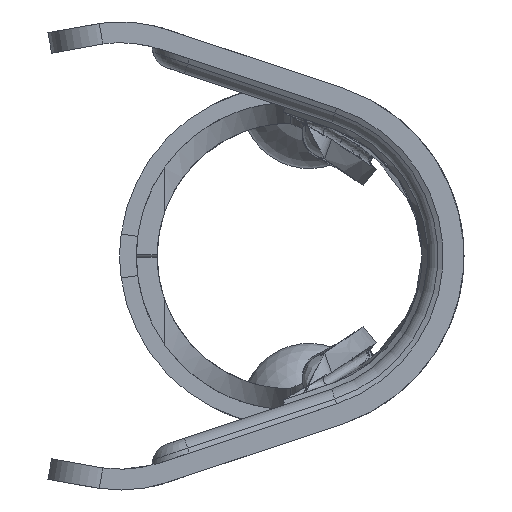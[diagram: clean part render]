
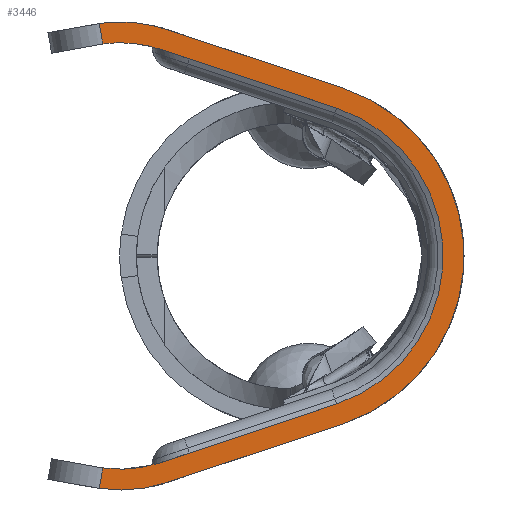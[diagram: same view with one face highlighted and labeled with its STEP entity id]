
A CAD part, left-side view. The second image highlights one B-rep face of the part: STEP entity #3446.
In plain terms, the highlighted planar face has unit normal (-1, 0, 0).
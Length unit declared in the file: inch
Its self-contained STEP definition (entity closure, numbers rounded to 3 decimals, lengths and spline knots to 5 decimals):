
#286 = CARTESIAN_POINT ( 'NONE',  ( -2.035, 0.17974, 0.20375 ) ) ;
#372 = CARTESIAN_POINT ( 'NONE',  ( -2.035, 0.1625, 0.085 ) ) ;
#384 = ORIENTED_EDGE ( 'NONE', *, *, #8443, .F. ) ;
#399 = LINE ( 'NONE', #5648, #2997 ) ;
#529 = PLANE ( 'NONE',  #7408 ) ;
#584 = VERTEX_POINT ( 'NONE', #2187 ) ;
#648 = LINE ( 'NONE', #5884, #1094 ) ;
#688 = AXIS2_PLACEMENT_3D ( 'NONE', #12942, #1020, #6276 ) ;
#1004 = ORIENTED_EDGE ( 'NONE', *, *, #8979, .F. ) ;
#1020 = DIRECTION ( 'NONE',  ( -1., 0., 0. ) ) ;
#1094 = VECTOR ( 'NONE', #11256, 39.37008 ) ;
#1097 = AXIS2_PLACEMENT_3D ( 'NONE', #16829, #4824, #10188 ) ;
#1425 = EDGE_LOOP ( 'NONE', ( #9498, #2869, #10827, #4149, #384, #1761, #6172, #2208, #10215, #16852, #15640, #1004, #3722, #14311 ) ) ;
#1558 = CIRCLE ( 'NONE', #10741, 0.12 ) ;
#1583 = CIRCLE ( 'NONE', #10192, 0.15 ) ;
#1714 = DIRECTION ( 'NONE',  ( 0., 0.949, 0.316 ) ) ;
#1761 = ORIENTED_EDGE ( 'NONE', *, *, #16019, .F. ) ;
#2014 = CARTESIAN_POINT ( 'NONE',  ( -2.035, 0.18327, 0.22345 ) ) ;
#2187 = CARTESIAN_POINT ( 'NONE',  ( -2.035, 0.1625, 0.205 ) ) ;
#2208 = ORIENTED_EDGE ( 'NONE', *, *, #14601, .F. ) ;
#2472 = DIRECTION ( 'NONE',  ( 0., 0.176, -0.984 ) ) ;
#2551 = CARTESIAN_POINT ( 'NONE',  ( -2.035, -0.04497, -0.14229 ) ) ;
#2858 = EDGE_CURVE ( 'NONE', #11673, #6440, #5729, .T. ) ;
#2869 = ORIENTED_EDGE ( 'NONE', *, *, #10392, .T. ) ;
#2997 = VECTOR ( 'NONE', #11017, 39.37008 ) ;
#3264 = DIRECTION ( 'NONE',  ( 1., 0., 0. ) ) ;
#3446 = ADVANCED_FACE ( 'NONE', ( #12444 ), #529, .F. ) ;
#3624 = CARTESIAN_POINT ( 'NONE',  ( -2.035, 0.1625, 0.085 ) ) ;
#3697 = DIRECTION ( 'NONE',  ( -1., 0., 0. ) ) ;
#3722 = ORIENTED_EDGE ( 'NONE', *, *, #2858, .F. ) ;
#3751 = CARTESIAN_POINT ( 'NONE',  ( -2.035, 0.1625, 0.085 ) ) ;
#4149 = ORIENTED_EDGE ( 'NONE', *, *, #11586, .F. ) ;
#4162 = CARTESIAN_POINT ( 'NONE',  ( -2.035, 0.12453, -0.19883 ) ) ;
#4276 = CARTESIAN_POINT ( 'NONE',  ( -2.035, -0.0513, -0.16126 ) ) ;
#4289 = DIRECTION ( 'NONE',  ( 1., 0., 0. ) ) ;
#4353 = VECTOR ( 'NONE', #1714, 39.37008 ) ;
#4824 = DIRECTION ( 'NONE',  ( -1., 0., 0. ) ) ;
#5045 = LINE ( 'NONE', #14427, #5683 ) ;
#5619 = DIRECTION ( 'NONE',  ( 1., 0., 0. ) ) ;
#5648 = CARTESIAN_POINT ( 'NONE',  ( -2.035, 0.13885, -0.02443 ) ) ;
#5683 = VECTOR ( 'NONE', #2472, 39.37008 ) ;
#5729 = LINE ( 'NONE', #11100, #7691 ) ;
#5771 = CARTESIAN_POINT ( 'NONE',  ( -2.035, 0.0025, 0. ) ) ;
#5782 = CARTESIAN_POINT ( 'NONE',  ( -2.035, -0.04497, 0.14229 ) ) ;
#5878 = VERTEX_POINT ( 'NONE', #13092 ) ;
#5884 = CARTESIAN_POINT ( 'NONE',  ( -2.035, -0.0513, -0.16126 ) ) ;
#6172 = ORIENTED_EDGE ( 'NONE', *, *, #8340, .F. ) ;
#6276 = DIRECTION ( 'NONE',  ( 0., 0., -1. ) ) ;
#6440 = VERTEX_POINT ( 'NONE', #7683 ) ;
#6692 = EDGE_CURVE ( 'NONE', #584, #6873, #15289, .T. ) ;
#6756 = EDGE_CURVE ( 'NONE', #7513, #11673, #7992, .T. ) ;
#6873 = VERTEX_POINT ( 'NONE', #286 ) ;
#7408 = AXIS2_PLACEMENT_3D ( 'NONE', #5771, #11139, #16458 ) ;
#7418 = VERTEX_POINT ( 'NONE', #4276 ) ;
#7513 = VERTEX_POINT ( 'NONE', #15235 ) ;
#7683 = CARTESIAN_POINT ( 'NONE',  ( -2.035, -0.0513, 0.16126 ) ) ;
#7691 = VECTOR ( 'NONE', #16422, 39.37008 ) ;
#7759 = VERTEX_POINT ( 'NONE', #8592 ) ;
#7853 = DIRECTION ( 'NONE',  ( 0., -0.949, 0.316 ) ) ;
#7992 = CIRCLE ( 'NONE', #15563, 0.14 ) ;
#7999 = VERTEX_POINT ( 'NONE', #16465 ) ;
#8297 = LINE ( 'NONE', #13647, #4353 ) ;
#8340 = EDGE_CURVE ( 'NONE', #15331, #5878, #14507, .T. ) ;
#8443 = EDGE_CURVE ( 'NONE', #12507, #7759, #8297, .T. ) ;
#8581 = DIRECTION ( 'NONE',  ( 0., 0., -1. ) ) ;
#8592 = CARTESIAN_POINT ( 'NONE',  ( -2.035, 0.12453, 0.19883 ) ) ;
#8685 = EDGE_CURVE ( 'NONE', #15908, #7513, #16371, .T. ) ;
#8744 = AXIS2_PLACEMENT_3D ( 'NONE', #16294, #4289, #9638 ) ;
#8808 = AXIS2_PLACEMENT_3D ( 'NONE', #372, #5619, #10987 ) ;
#8865 = EDGE_CURVE ( 'NONE', #13387, #15339, #9023, .T. ) ;
#8942 = DIRECTION ( 'NONE',  ( 1., 0., 0. ) ) ;
#8979 = EDGE_CURVE ( 'NONE', #6440, #7418, #11308, .T. ) ;
#9020 = DIRECTION ( 'NONE',  ( 0., 0., -1. ) ) ;
#9023 = CIRCLE ( 'NONE', #8744, 0.14 ) ;
#9079 = DIRECTION ( 'NONE',  ( -1., 0., 0. ) ) ;
#9498 = ORIENTED_EDGE ( 'NONE', *, *, #8685, .F. ) ;
#9511 = CARTESIAN_POINT ( 'NONE',  ( -2.035, 0.18327, -0.22345 ) ) ;
#9638 = DIRECTION ( 'NONE',  ( 0., 0., -1. ) ) ;
#9852 = EDGE_CURVE ( 'NONE', #7418, #13387, #648, .T. ) ;
#10188 = DIRECTION ( 'NONE',  ( 0., 0., 1. ) ) ;
#10192 = AXIS2_PLACEMENT_3D ( 'NONE', #15693, #3697, #9020 ) ;
#10215 = ORIENTED_EDGE ( 'NONE', *, *, #10678, .T. ) ;
#10287 = CARTESIAN_POINT ( 'NONE',  ( -2.035, 0.1182, -0.21781 ) ) ;
#10375 = CIRCLE ( 'NONE', #688, 0.12 ) ;
#10392 = EDGE_CURVE ( 'NONE', #15908, #6873, #399, .T. ) ;
#10678 = EDGE_CURVE ( 'NONE', #7999, #15339, #5045, .T. ) ;
#10741 = AXIS2_PLACEMENT_3D ( 'NONE', #3751, #9079, #14430 ) ;
#10827 = ORIENTED_EDGE ( 'NONE', *, *, #6692, .F. ) ;
#10987 = DIRECTION ( 'NONE',  ( 0., 0., 1. ) ) ;
#11017 = DIRECTION ( 'NONE',  ( 0., -0.176, -0.984 ) ) ;
#11100 = CARTESIAN_POINT ( 'NONE',  ( -2.035, -0.0513, 0.16126 ) ) ;
#11139 = DIRECTION ( 'NONE',  ( 1., 0., 0. ) ) ;
#11256 = DIRECTION ( 'NONE',  ( 0., 0.949, -0.316 ) ) ;
#11308 = CIRCLE ( 'NONE', #16305, 0.17 ) ;
#11586 = EDGE_CURVE ( 'NONE', #7759, #584, #1558, .T. ) ;
#11673 = VERTEX_POINT ( 'NONE', #15918 ) ;
#12444 = FACE_OUTER_BOUND ( 'NONE', #1425, .T. ) ;
#12507 = VERTEX_POINT ( 'NONE', #5782 ) ;
#12942 = CARTESIAN_POINT ( 'NONE',  ( -2.035, 0.1625, -0.085 ) ) ;
#13092 = CARTESIAN_POINT ( 'NONE',  ( -2.035, -0.04497, -0.14229 ) ) ;
#13387 = VERTEX_POINT ( 'NONE', #10287 ) ;
#13647 = CARTESIAN_POINT ( 'NONE',  ( -2.035, -0.04497, 0.14229 ) ) ;
#13853 = VECTOR ( 'NONE', #7853, 39.37008 ) ;
#14289 = DIRECTION ( 'NONE',  ( 0., 0., 1. ) ) ;
#14311 = ORIENTED_EDGE ( 'NONE', *, *, #6756, .F. ) ;
#14427 = CARTESIAN_POINT ( 'NONE',  ( -2.035, 0.13885, 0.02443 ) ) ;
#14430 = DIRECTION ( 'NONE',  ( 0., 0., 1. ) ) ;
#14507 = LINE ( 'NONE', #2551, #13853 ) ;
#14601 = EDGE_CURVE ( 'NONE', #7999, #15331, #10375, .T. ) ;
#15235 = CARTESIAN_POINT ( 'NONE',  ( -2.035, 0.1625, 0.225 ) ) ;
#15249 = CARTESIAN_POINT ( 'NONE',  ( -2.035, 0.0025, 0. ) ) ;
#15289 = CIRCLE ( 'NONE', #1097, 0.12 ) ;
#15331 = VERTEX_POINT ( 'NONE', #4162 ) ;
#15339 = VERTEX_POINT ( 'NONE', #9511 ) ;
#15563 = AXIS2_PLACEMENT_3D ( 'NONE', #3624, #8942, #14289 ) ;
#15640 = ORIENTED_EDGE ( 'NONE', *, *, #9852, .F. ) ;
#15693 = CARTESIAN_POINT ( 'NONE',  ( -2.035, 0.0025, 0. ) ) ;
#15908 = VERTEX_POINT ( 'NONE', #2014 ) ;
#15918 = CARTESIAN_POINT ( 'NONE',  ( -2.035, 0.1182, 0.21781 ) ) ;
#16019 = EDGE_CURVE ( 'NONE', #5878, #12507, #1583, .T. ) ;
#16294 = CARTESIAN_POINT ( 'NONE',  ( -2.035, 0.1625, -0.085 ) ) ;
#16305 = AXIS2_PLACEMENT_3D ( 'NONE', #15249, #3264, #8581 ) ;
#16371 = CIRCLE ( 'NONE', #8808, 0.14 ) ;
#16422 = DIRECTION ( 'NONE',  ( 0., -0.949, -0.316 ) ) ;
#16458 = DIRECTION ( 'NONE',  ( 0., 0., -1. ) ) ;
#16465 = CARTESIAN_POINT ( 'NONE',  ( -2.035, 0.17974, -0.20375 ) ) ;
#16829 = CARTESIAN_POINT ( 'NONE',  ( -2.035, 0.1625, 0.085 ) ) ;
#16852 = ORIENTED_EDGE ( 'NONE', *, *, #8865, .F. ) ;
